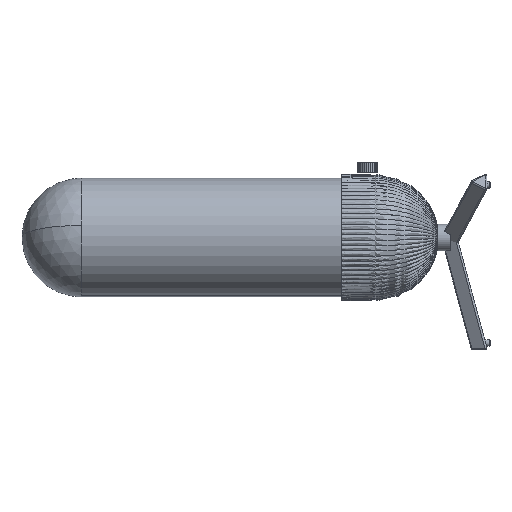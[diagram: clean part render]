
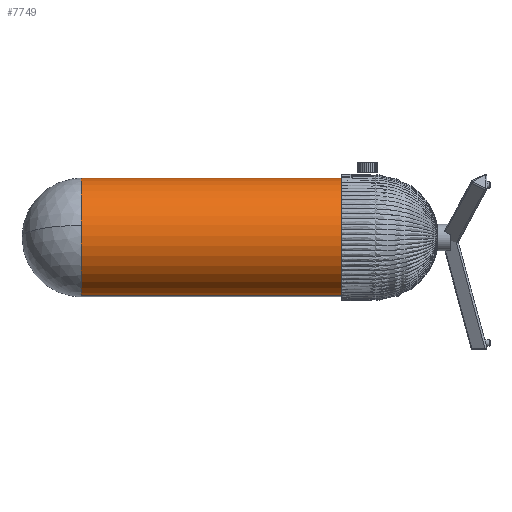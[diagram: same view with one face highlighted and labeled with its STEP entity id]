
A CAD part, left-side view. The second image highlights one B-rep face of the part: STEP entity #7749.
In plain terms, the highlighted cylindrical face has radius 45 mm (diameter 90 mm), a partial arc.
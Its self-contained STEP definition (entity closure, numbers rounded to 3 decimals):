
#774 = CARTESIAN_POINT ( 'NONE',  ( -44.058, 310., 9.157 ) ) ;
#1322 = VERTEX_POINT ( 'NONE', #45443 ) ;
#3050 = LINE ( 'NONE', #6425, #13101 ) ;
#5068 = EDGE_CURVE ( 'NONE', #39327, #41622, #44181, .T. ) ;
#5110 = LINE ( 'NONE', #22731, #27233 ) ;
#6425 = CARTESIAN_POINT ( 'NONE',  ( -9.157, 108., -44.058 ) ) ;
#6509 = DIRECTION ( 'NONE',  ( 0., -1., 0. ) ) ;
#7672 = AXIS2_PLACEMENT_3D ( 'NONE', #46526, #37316, #42322 ) ;
#7749 = ADVANCED_FACE ( 'NONE', ( #37288 ), #53823, .T. ) ;
#8794 = CARTESIAN_POINT ( 'NONE',  ( 9.157, 108., 44.058 ) ) ;
#9728 = ORIENTED_EDGE ( 'NONE', *, *, #53845, .T. ) ;
#10259 = CARTESIAN_POINT ( 'NONE',  ( 0., 108., 0. ) ) ;
#10977 = DIRECTION ( 'NONE',  ( -0.203, 0., -0.979 ) ) ;
#11987 = AXIS2_PLACEMENT_3D ( 'NONE', #19378, #6509, #10977 ) ;
#12135 = EDGE_CURVE ( 'NONE', #1322, #39327, #5110, .T. ) ;
#13101 = VECTOR ( 'NONE', #32715, 1000. ) ;
#14447 = DIRECTION ( 'NONE',  ( 0., -1., 0. ) ) ;
#14650 = CARTESIAN_POINT ( 'NONE',  ( 0., 310., 0. ) ) ;
#14687 = AXIS2_PLACEMENT_3D ( 'NONE', #10259, #14447, #44413 ) ;
#16475 = ORIENTED_EDGE ( 'NONE', *, *, #34833, .T. ) ;
#18578 = DIRECTION ( 'NONE',  ( 0., -1., 0. ) ) ;
#19378 = CARTESIAN_POINT ( 'NONE',  ( 0., 108., 0. ) ) ;
#21438 = ORIENTED_EDGE ( 'NONE', *, *, #47625, .T. ) ;
#21862 = ORIENTED_EDGE ( 'NONE', *, *, #5068, .F. ) ;
#22731 = CARTESIAN_POINT ( 'NONE',  ( 9.157, 108., 44.058 ) ) ;
#22850 = CIRCLE ( 'NONE', #7672, 45. ) ;
#27233 = VECTOR ( 'NONE', #52427, 1000. ) ;
#31724 = DIRECTION ( 'NONE',  ( -0.203, 0., -0.979 ) ) ;
#32715 = DIRECTION ( 'NONE',  ( 0., -1., 0. ) ) ;
#34833 = EDGE_CURVE ( 'NONE', #35199, #38961, #22850, .T. ) ;
#35199 = VERTEX_POINT ( 'NONE', #774 ) ;
#35356 = CIRCLE ( 'NONE', #42500, 45. ) ;
#36767 = ORIENTED_EDGE ( 'NONE', *, *, #12135, .F. ) ;
#37288 = FACE_OUTER_BOUND ( 'NONE', #42788, .T. ) ;
#37316 = DIRECTION ( 'NONE',  ( 0., -1., 0. ) ) ;
#38961 = VERTEX_POINT ( 'NONE', #52593 ) ;
#39327 = VERTEX_POINT ( 'NONE', #8794 ) ;
#41622 = VERTEX_POINT ( 'NONE', #47207 ) ;
#42322 = DIRECTION ( 'NONE',  ( -0.203, 0., -0.979 ) ) ;
#42500 = AXIS2_PLACEMENT_3D ( 'NONE', #14650, #18578, #31724 ) ;
#42788 = EDGE_LOOP ( 'NONE', ( #36767, #9728, #16475, #21438, #21862 ) ) ;
#44181 = CIRCLE ( 'NONE', #14687, 45. ) ;
#44413 = DIRECTION ( 'NONE',  ( -0.203, 0., -0.979 ) ) ;
#45443 = CARTESIAN_POINT ( 'NONE',  ( 9.157, 310., 44.058 ) ) ;
#46526 = CARTESIAN_POINT ( 'NONE',  ( 0., 310., 0. ) ) ;
#47207 = CARTESIAN_POINT ( 'NONE',  ( -9.157, 108., -44.058 ) ) ;
#47625 = EDGE_CURVE ( 'NONE', #38961, #41622, #3050, .T. ) ;
#52427 = DIRECTION ( 'NONE',  ( 0., -1., 0. ) ) ;
#52593 = CARTESIAN_POINT ( 'NONE',  ( -9.157, 310., -44.058 ) ) ;
#53823 = CYLINDRICAL_SURFACE ( 'NONE', #11987, 45. ) ;
#53845 = EDGE_CURVE ( 'NONE', #1322, #35199, #35356, .T. ) ;
